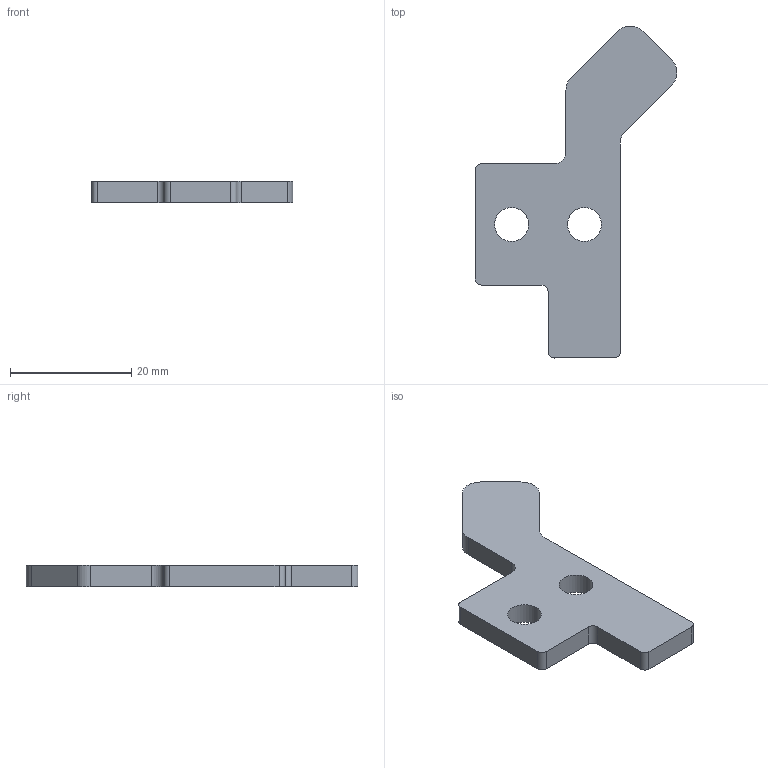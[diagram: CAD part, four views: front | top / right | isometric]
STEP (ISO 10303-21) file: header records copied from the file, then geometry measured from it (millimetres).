
FILE_DESCRIPTION(/* description */ ('STEP AP214'),/* implementation_level */ '2;1');
FILE_NAME(/* name */ '610feb1cdcfe93520cc2e3f9',/* time_stamp */ '2021-08-08T14:33:01+00:00',/* author */ (''),/* organization */ (''),/* preprocessor_version */ 'ST-DEVELOPER v18.1',/* originating_system */ ' ',/* authorisation */ ' ');
FILE_SCHEMA (('AUTOMOTIVE_DESIGN {1 0 10303 214 3 1 1}'));
Length unit declared in the file: metre
Products named in the file (1): XY Stop
Bounding box: 33.24 x 54.81 x 3.5 mm (x, y, z)
Volume: 2935.1 mm3; surface area: 2352.2 mm2
Topology: 1 solids, 1 shells, 26 faces, 72 edges, 48 vertices
Faces by surface type: cylinder 13, plane 13
Full cylindrical faces by diameter (mm): 5.6 x2
Entity records: 870 total; most frequent: DIRECTION 150, CARTESIAN_POINT 145, ORIENTED_EDGE 140, EDGE_CURVE 70, AXIS2_PLACEMENT_3D 53, VERTEX_POINT 48, LINE 44, VECTOR 44
